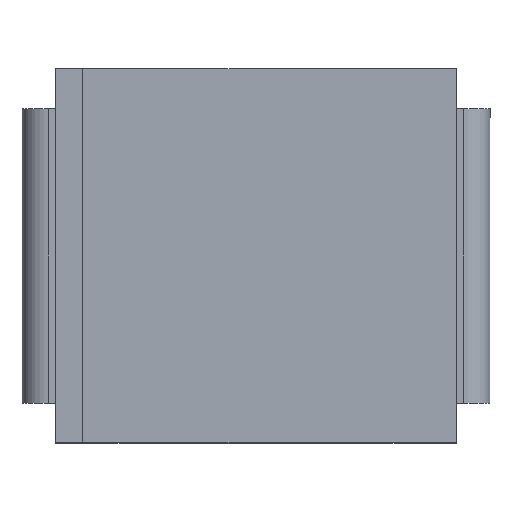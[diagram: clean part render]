
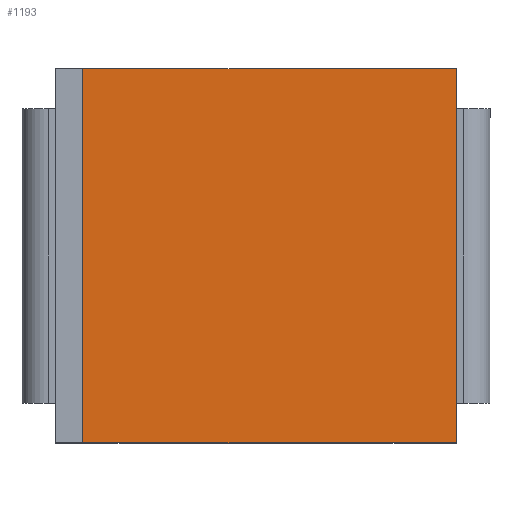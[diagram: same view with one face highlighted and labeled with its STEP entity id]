
A CAD part, top view. The second image highlights one B-rep face of the part: STEP entity #1193.
In plain terms, the highlighted planar face has unit normal (0, 0, 1).
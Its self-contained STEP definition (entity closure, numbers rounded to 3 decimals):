
#47 = VERTEX_POINT ( 'NONE', #1004 ) ;
#87 = VERTEX_POINT ( 'NONE', #1002 ) ;
#89 = VERTEX_POINT ( 'NONE', #1043 ) ;
#250 = LINE ( 'NONE', #1115, #604 ) ;
#253 = LINE ( 'NONE', #716, #595 ) ;
#265 = LINE ( 'NONE', #703, #629 ) ;
#295 = ORIENTED_EDGE ( 'NONE', *, *, #1316, .F. ) ;
#312 = LINE ( 'NONE', #936, #636 ) ;
#363 = VERTEX_POINT ( 'NONE', #1009 ) ;
#374 = ORIENTED_EDGE ( 'NONE', *, *, #1343, .F. ) ;
#384 = ORIENTED_EDGE ( 'NONE', *, *, #1337, .T. ) ;
#408 = ORIENTED_EDGE ( 'NONE', *, *, #1346, .T. ) ;
#429 = EDGE_LOOP ( 'NONE', ( #374, #384, #295, #408 ) ) ;
#471 = FACE_OUTER_BOUND ( 'NONE', #429, .T. ) ;
#595 = VECTOR ( 'NONE', #987, 1000. ) ;
#604 = VECTOR ( 'NONE', #721, 1000. ) ;
#629 = VECTOR ( 'NONE', #856, 1000. ) ;
#636 = VECTOR ( 'NONE', #942, 1000. ) ;
#703 = CARTESIAN_POINT ( 'NONE',  ( -22.085, -12.711, 1.9 ) ) ;
#716 = CARTESIAN_POINT ( 'NONE',  ( -21.631, -12.711, 1.9 ) ) ;
#721 = DIRECTION ( 'NONE',  ( -1., 0., 0. ) ) ;
#745 = DIRECTION ( 'NONE',  ( 1., 0., 0. ) ) ;
#747 = CARTESIAN_POINT ( 'NONE',  ( -22.085, -12.711, 1.9 ) ) ;
#748 = DIRECTION ( 'NONE',  ( 0., 0., 1. ) ) ;
#755 = PLANE ( 'NONE',  #1385 ) ;
#856 = DIRECTION ( 'NONE',  ( 1., 0., 0. ) ) ;
#936 = CARTESIAN_POINT ( 'NONE',  ( -18.835, -9.91, 1.9 ) ) ;
#942 = DIRECTION ( 'NONE',  ( 0., -1., 0. ) ) ;
#987 = DIRECTION ( 'NONE',  ( 0., 1., 0. ) ) ;
#1002 = CARTESIAN_POINT ( 'NONE',  ( -21.631, -12.711, 1.9 ) ) ;
#1004 = CARTESIAN_POINT ( 'NONE',  ( -21.631, -9.911, 1.9 ) ) ;
#1009 = CARTESIAN_POINT ( 'NONE',  ( -18.835, -9.911, 1.9 ) ) ;
#1043 = CARTESIAN_POINT ( 'NONE',  ( -18.835, -12.711, 1.9 ) ) ;
#1115 = CARTESIAN_POINT ( 'NONE',  ( -22.085, -9.911, 1.9 ) ) ;
#1193 = ADVANCED_FACE ( 'NONE', ( #471 ), #755, .T. ) ;
#1316 = EDGE_CURVE ( 'NONE', #363, #89, #312, .T. ) ;
#1337 = EDGE_CURVE ( 'NONE', #87, #89, #265, .T. ) ;
#1343 = EDGE_CURVE ( 'NONE', #87, #47, #253, .T. ) ;
#1346 = EDGE_CURVE ( 'NONE', #363, #47, #250, .T. ) ;
#1385 = AXIS2_PLACEMENT_3D ( 'NONE', #747, #748, #745 ) ;
